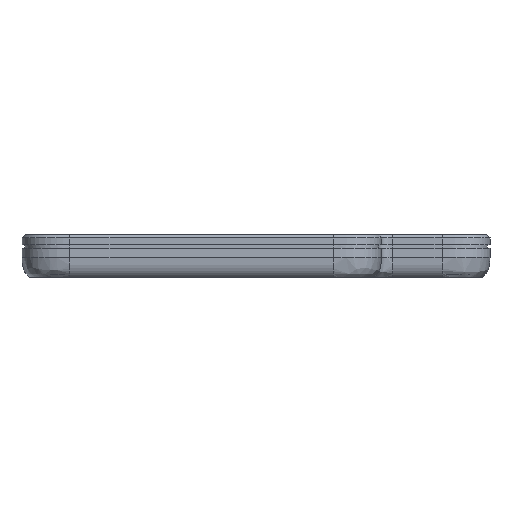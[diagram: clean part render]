
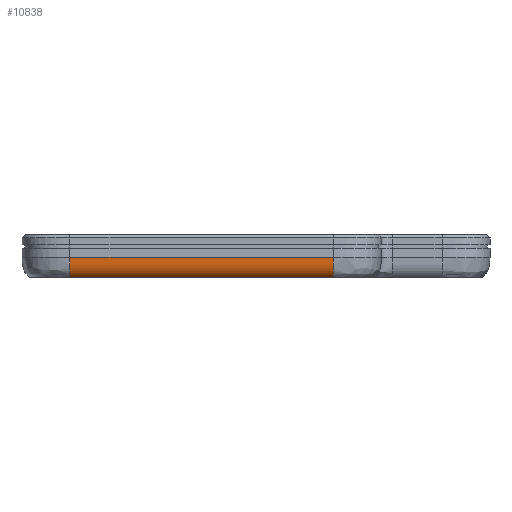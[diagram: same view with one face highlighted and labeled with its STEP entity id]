
A CAD part, left-side view. The second image highlights one B-rep face of the part: STEP entity #10838.
In plain terms, the highlighted free-form (B-spline) face has degree [2, 1] with [3, 2] control points.
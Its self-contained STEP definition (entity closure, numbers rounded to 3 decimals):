
#38=(
BOUNDED_SURFACE()
B_SPLINE_SURFACE(2,1,((#18514,#18515),(#18516,#18517),(#18518,#18519)),
 .UNSPECIFIED.,.F.,.F.,.F.)
B_SPLINE_SURFACE_WITH_KNOTS((3,3),(2,2),(0.,0.646),(0.,4.615),
 .UNSPECIFIED.)
GEOMETRIC_REPRESENTATION_ITEM()
RATIONAL_B_SPLINE_SURFACE(((1.,1.),(1.222,1.222),
(1.,1.)))
REPRESENTATION_ITEM('')
SURFACE()
);
#132=(
BOUNDED_CURVE()
B_SPLINE_CURVE(2,(#18511,#18512,#18513),.UNSPECIFIED.,.F.,.F.)
B_SPLINE_CURVE_WITH_KNOTS((3,3),(0.,0.401),.UNSPECIFIED.)
CURVE()
GEOMETRIC_REPRESENTATION_ITEM()
RATIONAL_B_SPLINE_CURVE((1.,1.138,1.105))
REPRESENTATION_ITEM('')
);
#133=(
BOUNDED_CURVE()
B_SPLINE_CURVE(2,(#18529,#18530,#18531),.UNSPECIFIED.,.F.,.F.)
B_SPLINE_CURVE_WITH_KNOTS((3,3),(0.,0.401),.UNSPECIFIED.)
CURVE()
GEOMETRIC_REPRESENTATION_ITEM()
RATIONAL_B_SPLINE_CURVE((1.,1.138,1.105))
REPRESENTATION_ITEM('')
);
#253=B_SPLINE_CURVE_WITH_KNOTS('',3,(#18521,#18522,#18523,#18524,#18525,
#18526),.UNSPECIFIED.,.F.,.F.,(4,2,4),(0.,2.308,4.615),.UNSPECIFIED.);
#1186=FACE_OUTER_BOUND('',#1804,.T.);
#1804=EDGE_LOOP('',(#8339,#8340,#8341,#8342));
#2659=LINE('',#18528,#3694);
#3694=VECTOR('',#13302,10.);
#4879=VERTEX_POINT('',#18490);
#4880=VERTEX_POINT('',#18503);
#4881=VERTEX_POINT('',#18520);
#4882=VERTEX_POINT('',#18527);
#6164=EDGE_CURVE('',#4880,#4879,#132,.T.);
#6165=EDGE_CURVE('',#4879,#4881,#253,.T.);
#6166=EDGE_CURVE('',#4880,#4882,#2659,.T.);
#6167=EDGE_CURVE('',#4882,#4881,#133,.T.);
#8339=ORIENTED_EDGE('',*,*,#6165,.F.);
#8340=ORIENTED_EDGE('',*,*,#6164,.F.);
#8341=ORIENTED_EDGE('',*,*,#6166,.T.);
#8342=ORIENTED_EDGE('',*,*,#6167,.T.);
#10838=ADVANCED_FACE('',(#1186),#38,.F.);
#13302=DIRECTION('',(0.,1.,0.));
#18490=CARTESIAN_POINT('',(-1.5,-32.6,-3.482));
#18503=CARTESIAN_POINT('',(-2.9,-32.6,0.));
#18511=CARTESIAN_POINT('Ctrl Pts',(-2.9,-32.6,
0.));
#18512=CARTESIAN_POINT('Ctrl Pts',(-2.9,-32.6,
-2.671));
#18513=CARTESIAN_POINT('Ctrl Pts',(-1.5,-32.6,
-3.482));
#18514=CARTESIAN_POINT('Ctrl Pts',(-2.9,-32.6,
0.));
#18515=CARTESIAN_POINT('Ctrl Pts',(-2.9,13.55,0.));
#18516=CARTESIAN_POINT('Ctrl Pts',(-2.9,-32.6,
-4.));
#18517=CARTESIAN_POINT('Ctrl Pts',(-2.9,13.55,-4.));
#18518=CARTESIAN_POINT('Ctrl Pts',(1.1,-32.6,-4.));
#18519=CARTESIAN_POINT('Ctrl Pts',(1.1,13.55,-4.));
#18520=CARTESIAN_POINT('',(-1.5,13.55,-3.482));
#18521=CARTESIAN_POINT('Ctrl Pts',(-1.5,-32.6,
-3.482));
#18522=CARTESIAN_POINT('Ctrl Pts',(-1.5,-24.908,
-3.482));
#18523=CARTESIAN_POINT('Ctrl Pts',(-1.5,-17.217,
-3.482));
#18524=CARTESIAN_POINT('Ctrl Pts',(-1.5,-1.833,-3.482));
#18525=CARTESIAN_POINT('Ctrl Pts',(-1.5,5.858,-3.482));
#18526=CARTESIAN_POINT('Ctrl Pts',(-1.5,13.55,-3.482));
#18527=CARTESIAN_POINT('',(-2.9,13.55,0.));
#18528=CARTESIAN_POINT('',(-2.9,-32.6,0.));
#18529=CARTESIAN_POINT('Ctrl Pts',(-2.9,13.55,0.));
#18530=CARTESIAN_POINT('Ctrl Pts',(-2.9,13.55,-2.671));
#18531=CARTESIAN_POINT('Ctrl Pts',(-1.5,13.55,-3.482));
